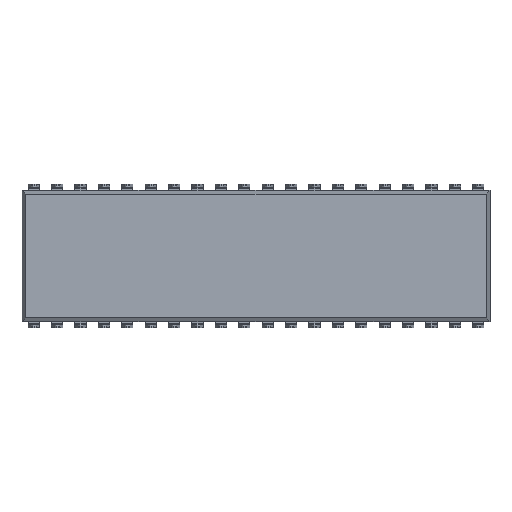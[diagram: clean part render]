
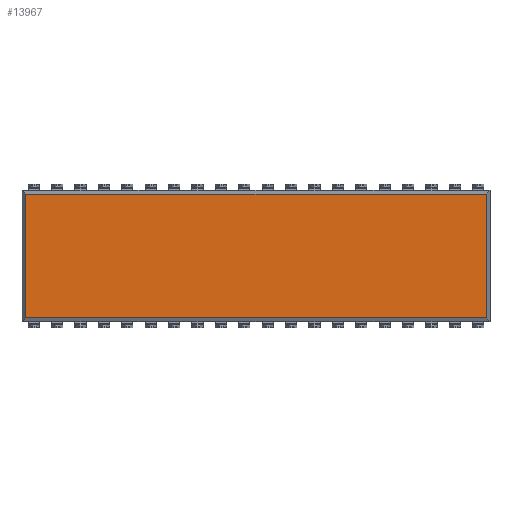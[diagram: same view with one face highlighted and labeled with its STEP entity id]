
A CAD part, front view. The second image highlights one B-rep face of the part: STEP entity #13967.
In plain terms, the highlighted planar face has unit normal (0, -1, 0).
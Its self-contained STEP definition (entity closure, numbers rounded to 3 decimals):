
#1596 = ORIENTED_EDGE ( 'NONE', *, *, #15079, .T. ) ;
#2727 = EDGE_CURVE ( 'NONE', #27826, #11378, #8403, .T. ) ;
#3576 = ORIENTED_EDGE ( 'NONE', *, *, #13914, .T. ) ;
#5000 = AXIS2_PLACEMENT_3D ( 'NONE', #8811, #6663, #6377 ) ;
#5029 = LINE ( 'NONE', #23626, #10371 ) ;
#6377 = DIRECTION ( 'NONE',  ( 0., 0., 1. ) ) ;
#6663 = DIRECTION ( 'NONE',  ( 0., 1., 0. ) ) ;
#8403 = LINE ( 'NONE', #18159, #22239 ) ;
#8811 = CARTESIAN_POINT ( 'NONE',  ( -1.25, 1.7, -0.5 ) ) ;
#9394 = CARTESIAN_POINT ( 'NONE',  ( 48.35, 1.7, -0.9 ) ) ;
#10371 = VECTOR ( 'NONE', #11873, 1000. ) ;
#10580 = VERTEX_POINT ( 'NONE', #26820 ) ;
#11225 = DIRECTION ( 'NONE',  ( -1., 0., 0. ) ) ;
#11378 = VERTEX_POINT ( 'NONE', #26953 ) ;
#11873 = DIRECTION ( 'NONE',  ( 0., 0., 1. ) ) ;
#13672 = CARTESIAN_POINT ( 'NONE',  ( -0.85, 1.7, -14.1 ) ) ;
#13914 = EDGE_CURVE ( 'NONE', #10580, #27826, #16621, .T. ) ;
#13967 = ADVANCED_FACE ( 'NONE', ( #17197 ), #26502, .F. ) ;
#15079 = EDGE_CURVE ( 'NONE', #26866, #10580, #15782, .T. ) ;
#15782 = LINE ( 'NONE', #29807, #19938 ) ;
#16621 = LINE ( 'NONE', #19047, #19554 ) ;
#16701 = EDGE_LOOP ( 'NONE', ( #25027, #27357, #1596, #3576 ) ) ;
#17197 = FACE_OUTER_BOUND ( 'NONE', #16701, .T. ) ;
#18159 = CARTESIAN_POINT ( 'NONE',  ( -1.25, 1.7, -14.1 ) ) ;
#19047 = CARTESIAN_POINT ( 'NONE',  ( -0.85, 1.7, -0.5 ) ) ;
#19554 = VECTOR ( 'NONE', #28479, 1000. ) ;
#19938 = VECTOR ( 'NONE', #11225, 1000. ) ;
#22239 = VECTOR ( 'NONE', #24880, 1000. ) ;
#23626 = CARTESIAN_POINT ( 'NONE',  ( 48.35, 1.7, -0.5 ) ) ;
#24880 = DIRECTION ( 'NONE',  ( 1., 0., 0. ) ) ;
#25027 = ORIENTED_EDGE ( 'NONE', *, *, #2727, .T. ) ;
#26502 = PLANE ( 'NONE',  #5000 ) ;
#26820 = CARTESIAN_POINT ( 'NONE',  ( -0.85, 1.7, -0.9 ) ) ;
#26866 = VERTEX_POINT ( 'NONE', #9394 ) ;
#26953 = CARTESIAN_POINT ( 'NONE',  ( 48.35, 1.7, -14.1 ) ) ;
#27357 = ORIENTED_EDGE ( 'NONE', *, *, #30210, .T. ) ;
#27826 = VERTEX_POINT ( 'NONE', #13672 ) ;
#28479 = DIRECTION ( 'NONE',  ( 0., 0., -1. ) ) ;
#29807 = CARTESIAN_POINT ( 'NONE',  ( -1.25, 1.7, -0.9 ) ) ;
#30210 = EDGE_CURVE ( 'NONE', #11378, #26866, #5029, .T. ) ;
